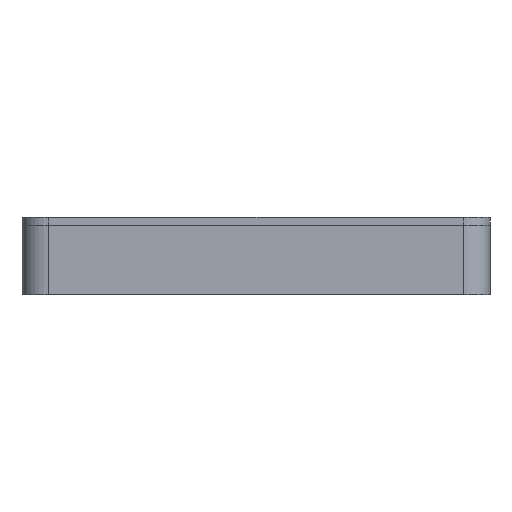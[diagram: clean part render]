
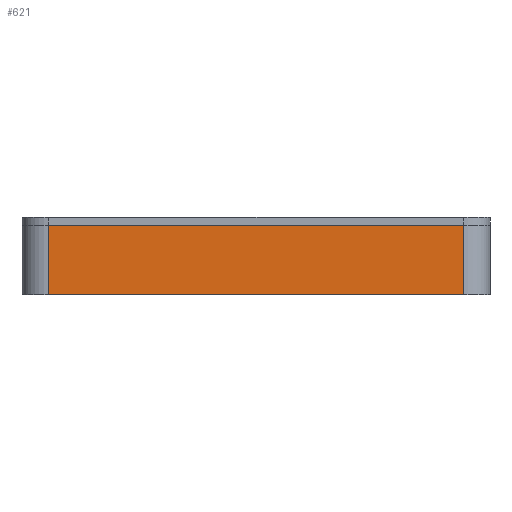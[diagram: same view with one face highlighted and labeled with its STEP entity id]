
A CAD part, front view. The second image highlights one B-rep face of the part: STEP entity #621.
In plain terms, the highlighted planar face has unit normal (0, -1, 0).
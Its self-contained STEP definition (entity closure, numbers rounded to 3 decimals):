
#47 = EDGE_CURVE('',#48,#50,#52,.T.);
#48 = VERTEX_POINT('',#49);
#49 = CARTESIAN_POINT('',(-4.5,-98.5,0.));
#50 = VERTEX_POINT('',#51);
#51 = CARTESIAN_POINT('',(73.5,-98.5,0.));
#52 = SURFACE_CURVE('',#53,(#57,#69),.PCURVE_S1.);
#53 = LINE('',#54,#55);
#54 = CARTESIAN_POINT('',(-9.5,-98.5,0.));
#55 = VECTOR('',#56,1.);
#56 = DIRECTION('',(1.,0.,0.));
#57 = PCURVE('',#58,#63);
#58 = PLANE('',#59);
#59 = AXIS2_PLACEMENT_3D('',#60,#61,#62);
#60 = CARTESIAN_POINT('',(34.5,-44.5,0.));
#61 = DIRECTION('',(0.,0.,1.));
#62 = DIRECTION('',(1.,0.,0.));
#63 = DEFINITIONAL_REPRESENTATION('',(#64),#68);
#64 = LINE('',#65,#66);
#65 = CARTESIAN_POINT('',(-44.,-54.));
#66 = VECTOR('',#67,1.);
#67 = DIRECTION('',(1.,0.));
#68 = ( GEOMETRIC_REPRESENTATION_CONTEXT(2) 
PARAMETRIC_REPRESENTATION_CONTEXT() REPRESENTATION_CONTEXT('2D SPACE',''
  ) );
#69 = PCURVE('',#70,#75);
#70 = PLANE('',#71);
#71 = AXIS2_PLACEMENT_3D('',#72,#73,#74);
#72 = CARTESIAN_POINT('',(-9.5,-98.5,0.));
#73 = DIRECTION('',(0.,-1.,0.));
#74 = DIRECTION('',(1.,0.,0.));
#75 = DEFINITIONAL_REPRESENTATION('',(#76),#80);
#76 = LINE('',#77,#78);
#77 = CARTESIAN_POINT('',(0.,0.));
#78 = VECTOR('',#79,1.);
#79 = DIRECTION('',(1.,0.));
#80 = ( GEOMETRIC_REPRESENTATION_CONTEXT(2) 
PARAMETRIC_REPRESENTATION_CONTEXT() REPRESENTATION_CONTEXT('2D SPACE',''
  ) );
#99 = CYLINDRICAL_SURFACE('',#100,5.);
#100 = AXIS2_PLACEMENT_3D('',#101,#102,#103);
#101 = CARTESIAN_POINT('',(73.5,-93.5,0.));
#102 = DIRECTION('',(-0.,-0.,-1.));
#103 = DIRECTION('',(0.,-1.,0.));
#486 = CYLINDRICAL_SURFACE('',#487,5.);
#487 = AXIS2_PLACEMENT_3D('',#488,#489,#490);
#488 = CARTESIAN_POINT('',(-4.5,-93.5,0.));
#489 = DIRECTION('',(-0.,-0.,-1.));
#490 = DIRECTION('',(-1.,0.,0.));
#621 = ADVANCED_FACE('',(#622),#70,.T.);
#622 = FACE_BOUND('',#623,.T.);
#623 = EDGE_LOOP('',(#624,#625,#648,#676));
#624 = ORIENTED_EDGE('',*,*,#47,.F.);
#625 = ORIENTED_EDGE('',*,*,#626,.T.);
#626 = EDGE_CURVE('',#48,#627,#629,.T.);
#627 = VERTEX_POINT('',#628);
#628 = CARTESIAN_POINT('',(-4.5,-98.5,-13.));
#629 = SURFACE_CURVE('',#630,(#634,#641),.PCURVE_S1.);
#630 = LINE('',#631,#632);
#631 = CARTESIAN_POINT('',(-4.5,-98.5,0.));
#632 = VECTOR('',#633,1.);
#633 = DIRECTION('',(-0.,-0.,-1.));
#634 = PCURVE('',#70,#635);
#635 = DEFINITIONAL_REPRESENTATION('',(#636),#640);
#636 = LINE('',#637,#638);
#637 = CARTESIAN_POINT('',(5.,0.));
#638 = VECTOR('',#639,1.);
#639 = DIRECTION('',(0.,-1.));
#640 = ( GEOMETRIC_REPRESENTATION_CONTEXT(2) 
PARAMETRIC_REPRESENTATION_CONTEXT() REPRESENTATION_CONTEXT('2D SPACE',''
  ) );
#641 = PCURVE('',#486,#642);
#642 = DEFINITIONAL_REPRESENTATION('',(#643),#647);
#643 = LINE('',#644,#645);
#644 = CARTESIAN_POINT('',(-1.571,0.));
#645 = VECTOR('',#646,1.);
#646 = DIRECTION('',(-0.,1.));
#647 = ( GEOMETRIC_REPRESENTATION_CONTEXT(2) 
PARAMETRIC_REPRESENTATION_CONTEXT() REPRESENTATION_CONTEXT('2D SPACE',''
  ) );
#648 = ORIENTED_EDGE('',*,*,#649,.T.);
#649 = EDGE_CURVE('',#627,#650,#652,.T.);
#650 = VERTEX_POINT('',#651);
#651 = CARTESIAN_POINT('',(73.5,-98.5,-13.));
#652 = SURFACE_CURVE('',#653,(#657,#664),.PCURVE_S1.);
#653 = LINE('',#654,#655);
#654 = CARTESIAN_POINT('',(-9.5,-98.5,-13.));
#655 = VECTOR('',#656,1.);
#656 = DIRECTION('',(1.,0.,0.));
#657 = PCURVE('',#70,#658);
#658 = DEFINITIONAL_REPRESENTATION('',(#659),#663);
#659 = LINE('',#660,#661);
#660 = CARTESIAN_POINT('',(0.,-13.));
#661 = VECTOR('',#662,1.);
#662 = DIRECTION('',(1.,0.));
#663 = ( GEOMETRIC_REPRESENTATION_CONTEXT(2) 
PARAMETRIC_REPRESENTATION_CONTEXT() REPRESENTATION_CONTEXT('2D SPACE',''
  ) );
#664 = PCURVE('',#665,#670);
#665 = PLANE('',#666);
#666 = AXIS2_PLACEMENT_3D('',#667,#668,#669);
#667 = CARTESIAN_POINT('',(34.5,-44.5,-13.));
#668 = DIRECTION('',(-0.,-0.,-1.));
#669 = DIRECTION('',(-1.,0.,0.));
#670 = DEFINITIONAL_REPRESENTATION('',(#671),#675);
#671 = LINE('',#672,#673);
#672 = CARTESIAN_POINT('',(44.,-54.));
#673 = VECTOR('',#674,1.);
#674 = DIRECTION('',(-1.,0.));
#675 = ( GEOMETRIC_REPRESENTATION_CONTEXT(2) 
PARAMETRIC_REPRESENTATION_CONTEXT() REPRESENTATION_CONTEXT('2D SPACE',''
  ) );
#676 = ORIENTED_EDGE('',*,*,#677,.F.);
#677 = EDGE_CURVE('',#50,#650,#678,.T.);
#678 = SURFACE_CURVE('',#679,(#683,#690),.PCURVE_S1.);
#679 = LINE('',#680,#681);
#680 = CARTESIAN_POINT('',(73.5,-98.5,0.));
#681 = VECTOR('',#682,1.);
#682 = DIRECTION('',(-0.,-0.,-1.));
#683 = PCURVE('',#70,#684);
#684 = DEFINITIONAL_REPRESENTATION('',(#685),#689);
#685 = LINE('',#686,#687);
#686 = CARTESIAN_POINT('',(83.,0.));
#687 = VECTOR('',#688,1.);
#688 = DIRECTION('',(0.,-1.));
#689 = ( GEOMETRIC_REPRESENTATION_CONTEXT(2) 
PARAMETRIC_REPRESENTATION_CONTEXT() REPRESENTATION_CONTEXT('2D SPACE',''
  ) );
#690 = PCURVE('',#99,#691);
#691 = DEFINITIONAL_REPRESENTATION('',(#692),#696);
#692 = LINE('',#693,#694);
#693 = CARTESIAN_POINT('',(-0.,0.));
#694 = VECTOR('',#695,1.);
#695 = DIRECTION('',(-0.,1.));
#696 = ( GEOMETRIC_REPRESENTATION_CONTEXT(2) 
PARAMETRIC_REPRESENTATION_CONTEXT() REPRESENTATION_CONTEXT('2D SPACE',''
  ) );
